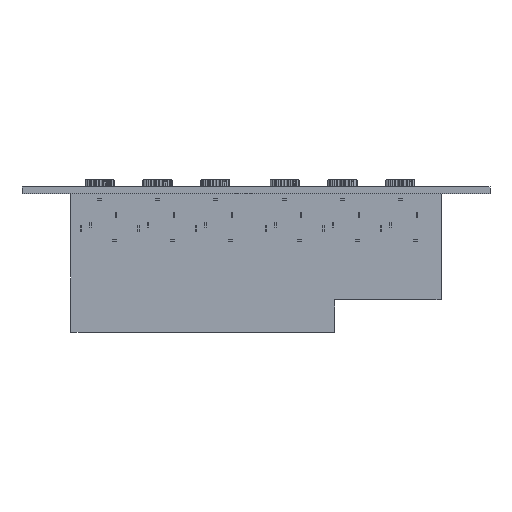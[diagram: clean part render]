
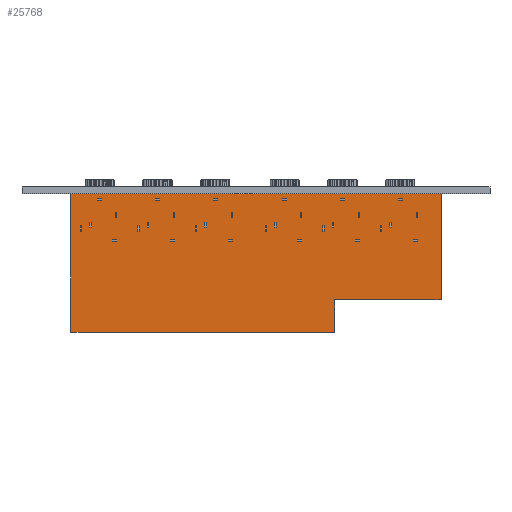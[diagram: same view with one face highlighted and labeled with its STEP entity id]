
A CAD part, left-side view. The second image highlights one B-rep face of the part: STEP entity #25768.
In plain terms, the highlighted face is planar.
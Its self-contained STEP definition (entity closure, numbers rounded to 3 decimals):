
#2715 = CARTESIAN_POINT ( 'NONE',  ( 0., -0.8, 0. ) ) ;
#2911 = EDGE_CURVE ( 'NONE', #23162, #5477, #3888, .T. ) ;
#3015 = CARTESIAN_POINT ( 'NONE',  ( 38.1, -0.8, -29.21 ) ) ;
#3111 = VECTOR ( 'NONE', #21502, 1000. ) ;
#3293 = ORIENTED_EDGE ( 'NONE', *, *, #16058, .F. ) ;
#3567 = ORIENTED_EDGE ( 'NONE', *, *, #19391, .F. ) ;
#3888 = LINE ( 'NONE', #25098, #14688 ) ;
#3955 = CARTESIAN_POINT ( 'NONE',  ( 0., -0.8, 0. ) ) ;
#4594 = CARTESIAN_POINT ( 'NONE',  ( 38.1, -0.8, -29.21 ) ) ;
#4912 = VERTEX_POINT ( 'NONE', #25180 ) ;
#5001 = LINE ( 'NONE', #19584, #3111 ) ;
#5477 = VERTEX_POINT ( 'NONE', #15870 ) ;
#5677 = DIRECTION ( 'NONE',  ( 0., 0., -1. ) ) ;
#6411 = VERTEX_POINT ( 'NONE', #22606 ) ;
#6578 = DIRECTION ( 'NONE',  ( -1., 0., 0. ) ) ;
#6758 = ORIENTED_EDGE ( 'NONE', *, *, #27129, .F. ) ;
#10648 = FACE_OUTER_BOUND ( 'NONE', #14462, .T. ) ;
#10753 = CARTESIAN_POINT ( 'NONE',  ( 29.21, -0.8, -29.21 ) ) ;
#10914 = EDGE_CURVE ( 'NONE', #6411, #16091, #21316, .T. ) ;
#13400 = DIRECTION ( 'NONE',  ( 1., 0., 0. ) ) ;
#14462 = EDGE_LOOP ( 'NONE', ( #19369, #3567, #22231, #17632, #3293, #6758 ) ) ;
#14688 = VECTOR ( 'NONE', #24694, 1000. ) ;
#14888 = LINE ( 'NONE', #10753, #17564 ) ;
#14981 = CARTESIAN_POINT ( 'NONE',  ( 0., -0.8, -101.6 ) ) ;
#15870 = CARTESIAN_POINT ( 'NONE',  ( 29.21, -0.8, 0. ) ) ;
#16058 = EDGE_CURVE ( 'NONE', #4912, #17869, #23464, .T. ) ;
#16091 = VERTEX_POINT ( 'NONE', #21503 ) ;
#16131 = CARTESIAN_POINT ( 'NONE',  ( 38.1, -0.8, -101.6 ) ) ;
#17564 = VECTOR ( 'NONE', #19157, 1000. ) ;
#17632 = ORIENTED_EDGE ( 'NONE', *, *, #19520, .F. ) ;
#17869 = VERTEX_POINT ( 'NONE', #3015 ) ;
#18663 = DIRECTION ( 'NONE',  ( 0., -1., 0. ) ) ;
#19157 = DIRECTION ( 'NONE',  ( 0., 0., -1. ) ) ;
#19369 = ORIENTED_EDGE ( 'NONE', *, *, #2911, .F. ) ;
#19391 = EDGE_CURVE ( 'NONE', #16091, #23162, #5001, .T. ) ;
#19520 = EDGE_CURVE ( 'NONE', #17869, #6411, #24424, .T. ) ;
#19584 = CARTESIAN_POINT ( 'NONE',  ( 0., -0.8, 0. ) ) ;
#21316 = LINE ( 'NONE', #14981, #24635 ) ;
#21502 = DIRECTION ( 'NONE',  ( 0., 0., 1. ) ) ;
#21503 = CARTESIAN_POINT ( 'NONE',  ( 0., -0.8, -101.6 ) ) ;
#22231 = ORIENTED_EDGE ( 'NONE', *, *, #10914, .F. ) ;
#22606 = CARTESIAN_POINT ( 'NONE',  ( 38.1, -0.8, -101.6 ) ) ;
#23162 = VERTEX_POINT ( 'NONE', #2715 ) ;
#23348 = PLANE ( 'NONE',  #27223 ) ;
#23464 = LINE ( 'NONE', #4594, #26027 ) ;
#24424 = LINE ( 'NONE', #16131, #25114 ) ;
#24635 = VECTOR ( 'NONE', #6578, 1000. ) ;
#24694 = DIRECTION ( 'NONE',  ( 1., 0., 0. ) ) ;
#25098 = CARTESIAN_POINT ( 'NONE',  ( 29.21, -0.8, 0. ) ) ;
#25114 = VECTOR ( 'NONE', #5677, 1000. ) ;
#25180 = CARTESIAN_POINT ( 'NONE',  ( 29.21, -0.8, -29.21 ) ) ;
#25768 = ADVANCED_FACE ( 'NONE', ( #10648 ), #23348, .T. ) ;
#26027 = VECTOR ( 'NONE', #13400, 1000. ) ;
#27116 = DIRECTION ( 'NONE',  ( 0., 0., -1. ) ) ;
#27129 = EDGE_CURVE ( 'NONE', #5477, #4912, #14888, .T. ) ;
#27223 = AXIS2_PLACEMENT_3D ( 'NONE', #3955, #18663, #27116 ) ;
